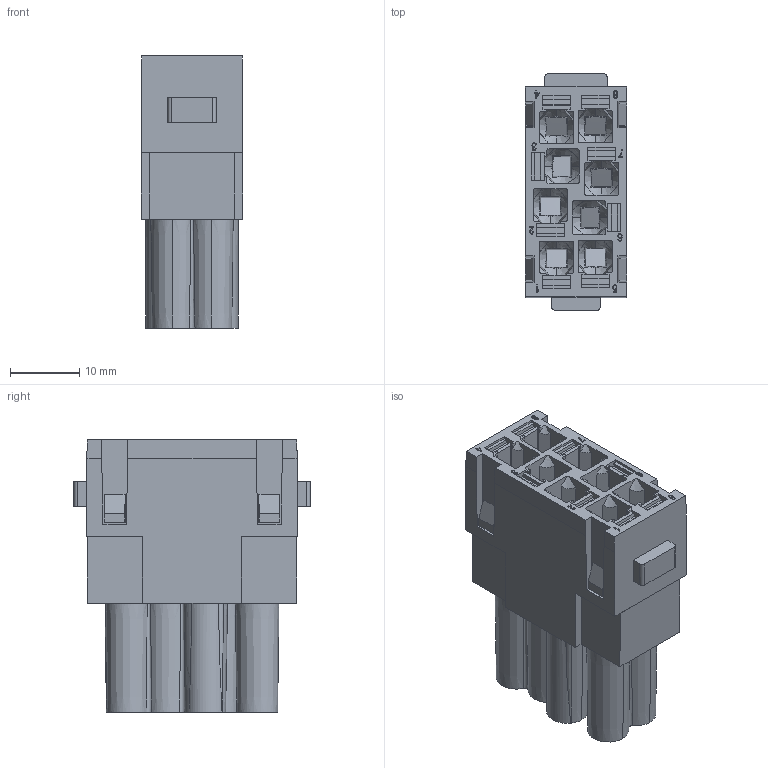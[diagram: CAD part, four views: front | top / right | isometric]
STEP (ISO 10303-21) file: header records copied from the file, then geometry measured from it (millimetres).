
FILE_DESCRIPTION(('CATIA V5 STEP Exchange','CAx-IF Rec.Pracs.--- Model Styling and Organization---1.4--- 2014-01-23'),'2;1');
FILE_NAME ('1255382-1_1', '2021-01-28T13:35:03+00:00', ('none'), ('Weidmueller'), 'CATIA Version 5-6 Release 2016 SP3 HF44', 'CATIA V5 STEP AP214', 'none');
FILE_SCHEMA(('AUTOMOTIVE_DESIGN { 1 0 10303 214 1 1 1 1 }'));
Length unit declared in the file: millimetre
Products named in the file (1): 2748450000
Bounding box: 14.6 x 34.1 x 39.25 mm (x, y, z)
Volume: 10953.2 mm3; surface area: 9074.9 mm2
Topology: 9 solids, 9 shells, 1127 faces, 3153 edges, 2107 vertices
Faces by surface type: plane 981, cone 94, cylinder 38, extrusion 8, bspline 6
Entity records: 38181 total; most frequent: CARTESIAN_POINT 10232, ORIENTED_EDGE 6306, DIRECTION 4825, EDGE_CURVE 3153, VECTOR 2645, LINE 2637, VERTEX_POINT 2107, EDGE_LOOP 1190
